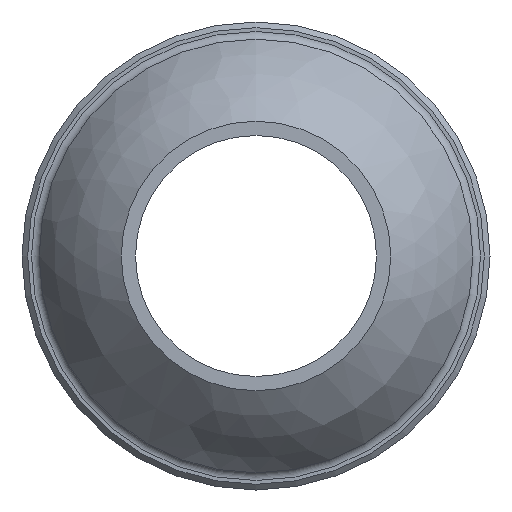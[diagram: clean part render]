
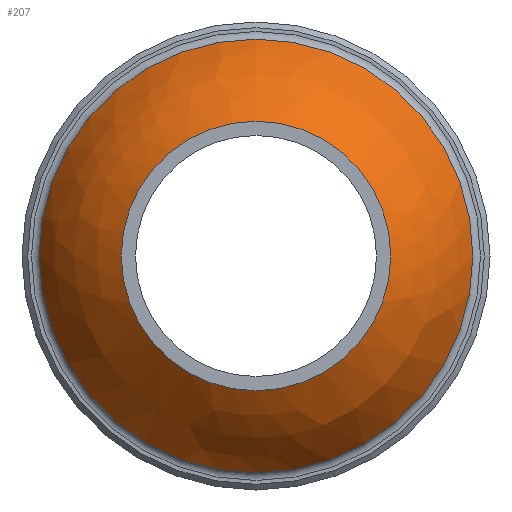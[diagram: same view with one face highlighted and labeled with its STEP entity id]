
A CAD part, left-side view. The second image highlights one B-rep face of the part: STEP entity #207.
In plain terms, the highlighted free-form (B-spline) face has degree [2, 2] with [3, 9] control points.
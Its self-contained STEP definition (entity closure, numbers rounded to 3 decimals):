
#34=(
BOUNDED_SURFACE()
B_SPLINE_SURFACE(2,2,((#418,#419,#420,#421,#422,#423,#424,#425,#426),(#427,
#428,#429,#430,#431,#432,#433,#434,#435),(#436,#437,#438,#439,#440,#441,
#442,#443,#444)),.UNSPECIFIED.,.F.,.T.,.F.)
B_SPLINE_SURFACE_WITH_KNOTS((3,3),(3,2,2,2,3),(-0.981,-0.45),
(-3.142,-1.571,0.,1.571,3.142),
 .UNSPECIFIED.)
GEOMETRIC_REPRESENTATION_ITEM()
RATIONAL_B_SPLINE_SURFACE(((1.,0.707,1.,0.707,1.,
0.707,1.,0.707,1.),(0.965,0.682,
0.965,0.682,0.965,0.682,
0.965,0.682,0.965),(1.,0.707,
1.,0.707,1.,0.707,1.,0.707,1.)))
REPRESENTATION_ITEM('')
SURFACE()
);
#42=FACE_OUTER_BOUND('',#54,.T.);
#54=EDGE_LOOP('',(#178,#179,#180,#181,#182,#183));
#78=CIRCLE('',#255,7.645);
#80=CIRCLE('',#257,7.645);
#81=CIRCLE('',#258,8.4);
#82=CIRCLE('',#259,4.75);
#83=CIRCLE('',#260,4.75);
#102=VERTEX_POINT('',#413);
#103=VERTEX_POINT('',#414);
#104=VERTEX_POINT('',#445);
#105=VERTEX_POINT('',#447);
#129=EDGE_CURVE('',#102,#103,#78,.T.);
#131=EDGE_CURVE('',#103,#102,#80,.T.);
#132=EDGE_CURVE('',#103,#104,#81,.T.);
#133=EDGE_CURVE('',#104,#105,#82,.T.);
#134=EDGE_CURVE('',#105,#104,#83,.T.);
#178=ORIENTED_EDGE('',*,*,#129,.F.);
#179=ORIENTED_EDGE('',*,*,#131,.F.);
#180=ORIENTED_EDGE('',*,*,#132,.T.);
#181=ORIENTED_EDGE('',*,*,#133,.T.);
#182=ORIENTED_EDGE('',*,*,#134,.T.);
#183=ORIENTED_EDGE('',*,*,#132,.F.);
#207=ADVANCED_FACE('',(#42),#34,.F.);
#255=AXIS2_PLACEMENT_3D('',#415,#319,#320);
#257=AXIS2_PLACEMENT_3D('',#417,#323,#324);
#258=AXIS2_PLACEMENT_3D('',#446,#325,#326);
#259=AXIS2_PLACEMENT_3D('',#448,#327,#328);
#260=AXIS2_PLACEMENT_3D('',#449,#329,#330);
#319=DIRECTION('center_axis',(1.,0.,0.));
#320=DIRECTION('ref_axis',(0.,-1.,0.));
#323=DIRECTION('center_axis',(1.,0.,0.));
#324=DIRECTION('ref_axis',(0.,-1.,0.));
#325=DIRECTION('center_axis',(0.,-1.,0.));
#326=DIRECTION('ref_axis',(0.,0.,1.));
#327=DIRECTION('center_axis',(1.,0.,0.));
#328=DIRECTION('ref_axis',(0.,0.,-1.));
#329=DIRECTION('center_axis',(1.,0.,0.));
#330=DIRECTION('ref_axis',(0.,0.,-1.));
#413=CARTESIAN_POINT('',(-6.67,7.645,0.));
#414=CARTESIAN_POINT('',(-6.67,0.,7.645));
#415=CARTESIAN_POINT('Origin',(-6.67,0.,0.));
#417=CARTESIAN_POINT('Origin',(-6.67,0.,0.));
#418=CARTESIAN_POINT('Ctrl Pts',(-10.,0.,4.75));
#419=CARTESIAN_POINT('Ctrl Pts',(-10.,-4.75,4.75));
#420=CARTESIAN_POINT('Ctrl Pts',(-10.,-4.75,0.));
#421=CARTESIAN_POINT('Ctrl Pts',(-10.,-4.75,-4.75));
#422=CARTESIAN_POINT('Ctrl Pts',(-10.,0.,-4.75));
#423=CARTESIAN_POINT('Ctrl Pts',(-10.,4.75,-4.75));
#424=CARTESIAN_POINT('Ctrl Pts',(-10.,4.75,0.));
#425=CARTESIAN_POINT('Ctrl Pts',(-10.,4.75,4.75));
#426=CARTESIAN_POINT('Ctrl Pts',(-10.,0.,4.75));
#427=CARTESIAN_POINT('Ctrl Pts',(-8.729,0.,6.651));
#428=CARTESIAN_POINT('Ctrl Pts',(-8.729,-6.651,6.651));
#429=CARTESIAN_POINT('Ctrl Pts',(-8.729,-6.651,0.));
#430=CARTESIAN_POINT('Ctrl Pts',(-8.729,-6.651,-6.651));
#431=CARTESIAN_POINT('Ctrl Pts',(-8.729,0.,-6.651));
#432=CARTESIAN_POINT('Ctrl Pts',(-8.729,6.651,-6.651));
#433=CARTESIAN_POINT('Ctrl Pts',(-8.729,6.651,0.));
#434=CARTESIAN_POINT('Ctrl Pts',(-8.729,6.651,6.651));
#435=CARTESIAN_POINT('Ctrl Pts',(-8.729,0.,6.651));
#436=CARTESIAN_POINT('Ctrl Pts',(-6.67,0.,7.645));
#437=CARTESIAN_POINT('Ctrl Pts',(-6.67,-7.645,7.645));
#438=CARTESIAN_POINT('Ctrl Pts',(-6.67,-7.645,0.));
#439=CARTESIAN_POINT('Ctrl Pts',(-6.67,-7.645,-7.645));
#440=CARTESIAN_POINT('Ctrl Pts',(-6.67,0.,-7.645));
#441=CARTESIAN_POINT('Ctrl Pts',(-6.67,7.645,-7.645));
#442=CARTESIAN_POINT('Ctrl Pts',(-6.67,7.645,0.));
#443=CARTESIAN_POINT('Ctrl Pts',(-6.67,7.645,7.645));
#444=CARTESIAN_POINT('Ctrl Pts',(-6.67,0.,7.645));
#445=CARTESIAN_POINT('',(-10.,0.,4.75));
#446=CARTESIAN_POINT('Origin',(-3.017,0.,
0.081));
#447=CARTESIAN_POINT('',(-10.,4.75,0.));
#448=CARTESIAN_POINT('Origin',(-10.,0.,0.));
#449=CARTESIAN_POINT('Origin',(-10.,0.,0.));
